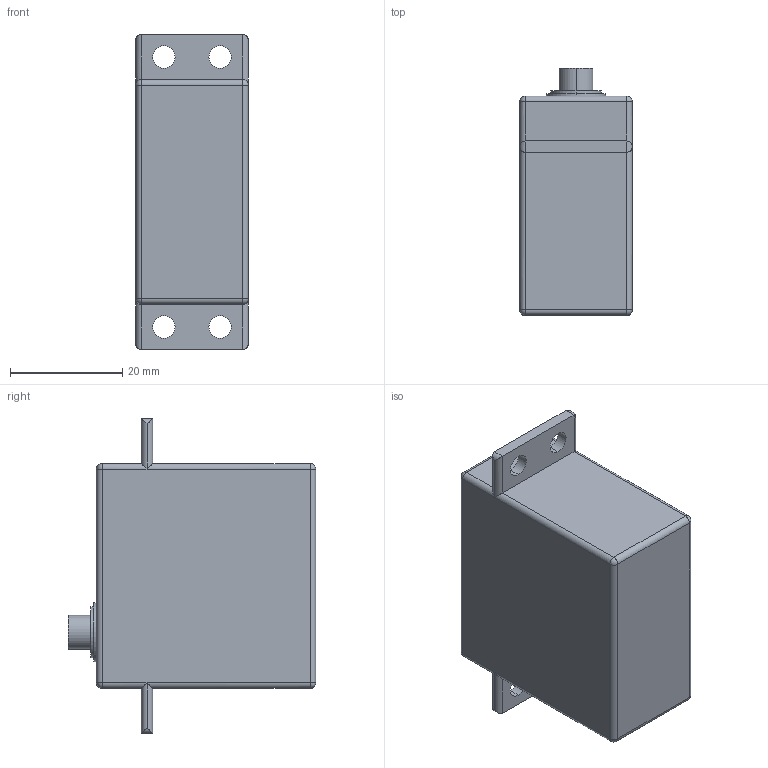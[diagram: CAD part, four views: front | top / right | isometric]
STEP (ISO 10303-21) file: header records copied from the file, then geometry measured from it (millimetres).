
FILE_DESCRIPTION (( 'STEP AP203' ), '1' );
FILE_NAME ('李保同机器人方向.STEP', '2025-09-04T10:55:38', ( '' ), ( '' ), 'SwSTEP 2.0', 'SolidWorks 2023', '' );
FILE_SCHEMA (( 'CONFIG_CONTROL_DESIGN' ));
Length unit declared in the file: millimetre
Products named in the file (1): 李保同机器人方向
Bounding box: 20 x 44 x 56 mm (x, y, z)
Volume: 31806.7 mm3; surface area: 6944.5 mm2
Topology: 1 solids, 1 shells, 97 faces, 231 edges, 132 vertices
Faces by surface type: cylinder 67, plane 19, sphere 8, bspline 3
Entity records: 4304 total; most frequent: CARTESIAN_POINT 2216, ORIENTED_EDGE 446, DIRECTION 395, EDGE_CURVE 223, AXIS2_PLACEMENT_3D 150, VERTEX_POINT 132, EDGE_LOOP 109, FACE_OUTER_BOUND 97
